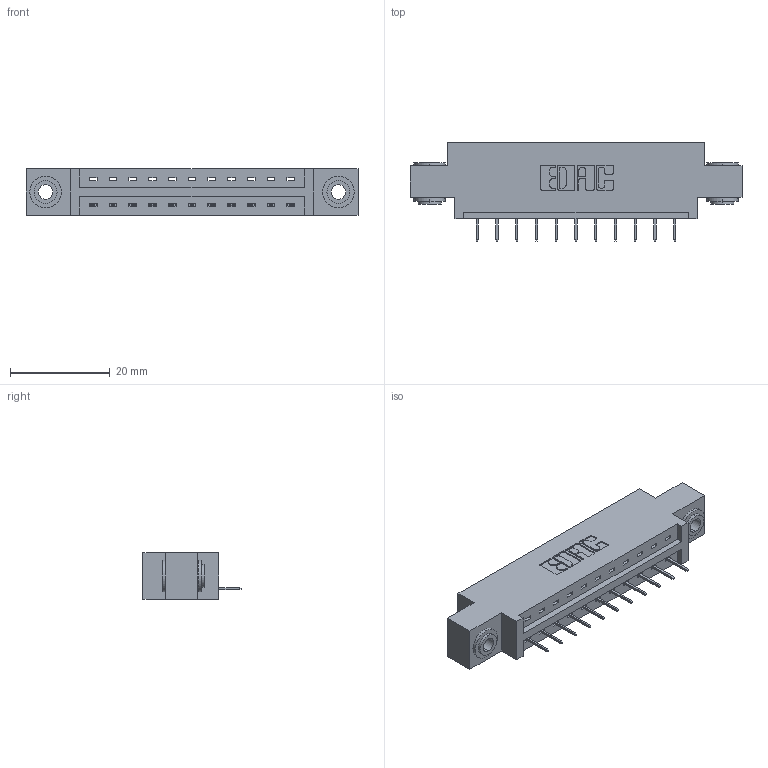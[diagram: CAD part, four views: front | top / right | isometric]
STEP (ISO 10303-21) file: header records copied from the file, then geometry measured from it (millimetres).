
FILE_DESCRIPTION (( 'STEP AP203' ), '1' );
FILE_NAME ('337-011-524-603.STEP', '2019-09-27T22:45:55', ( '' ), ( '' ), 'SwSTEP 2.0', 'SolidWorks 2016', '' );
FILE_SCHEMA (( 'CONFIG_CONTROL_DESIGN' ));
Length unit declared in the file: inch
Products named in the file (4): 345-292-001_345-293-124; 337-011-524-603; 345-250-002_345-250-002-102; 337 Part_0.170 Offset - 0.156 Dia-TH
Assembly tree (14 placements, depth 2):
  337-011-524-603
    337 Part_0.170 Offset - 0.156 Dia-TH
    345-292-001_345-293-124  x11
    345-250-002_345-250-002-102  x2
Bounding box: 66.6 x 19.69 x 9.4 mm (x, y, z)
Volume: 6392.3 mm3; surface area: 6609.8 mm2
Topology: 14 solids, 14 shells, 882 faces, 2511 edges, 1626 vertices
Faces by surface type: plane 656, cylinder 218, cone 8
Entity records: 13042 total; most frequent: CARTESIAN_POINT 2246, ORIENTED_EDGE 2186, DIRECTION 1989, EDGE_CURVE 1093, VECTOR 945, LINE 945, VERTEX_POINT 722, AXIS2_PLACEMENT_3D 522
